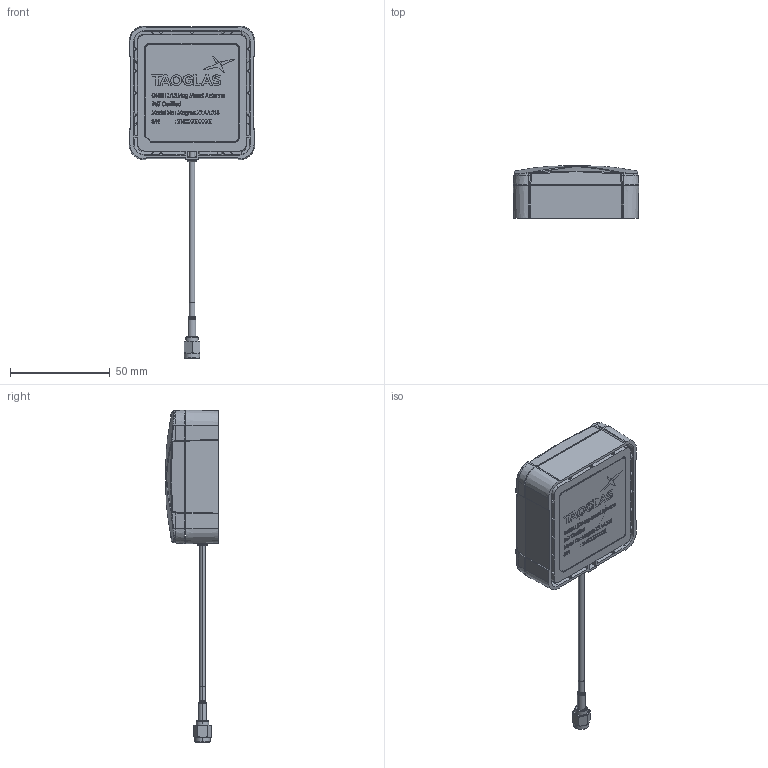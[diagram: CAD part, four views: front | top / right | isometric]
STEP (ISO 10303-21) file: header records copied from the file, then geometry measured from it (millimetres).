
FILE_DESCRIPTION (( 'STEP AP214' ), '1' );
FILE_NAME ('AA.215.201111.STEP', '2024-05-28T05:51:19', ( '' ), ( '' ), 'SwSTEP 2.0', 'SolidWorks 2022', '' );
FILE_SCHEMA (( 'AUTOMOTIVE_DESIGN' ));
Length unit declared in the file: millimetre
Products named in the file (1): AA.215.201111
Bounding box: 63.19 x 26.5 x 166.8 mm (x, y, z)
Surface area: 24183.6 mm2 (no closed solid volume)
Topology: 0 solids, 89 shells, 465 faces, 2948 edges, 2565 vertices
Faces by surface type: plane 307, bspline 65, cylinder 50, cone 28, torus 15
Entity records: 39153 total; most frequent: CARTESIAN_POINT 15898, ORIENTED_EDGE 3724, EDGE_CURVE 2946, VERTEX_POINT 2565, DIRECTION 2187, B_SPLINE_CURVE_WITH_KNOTS 1692, VECTOR 1027, LINE 1027
